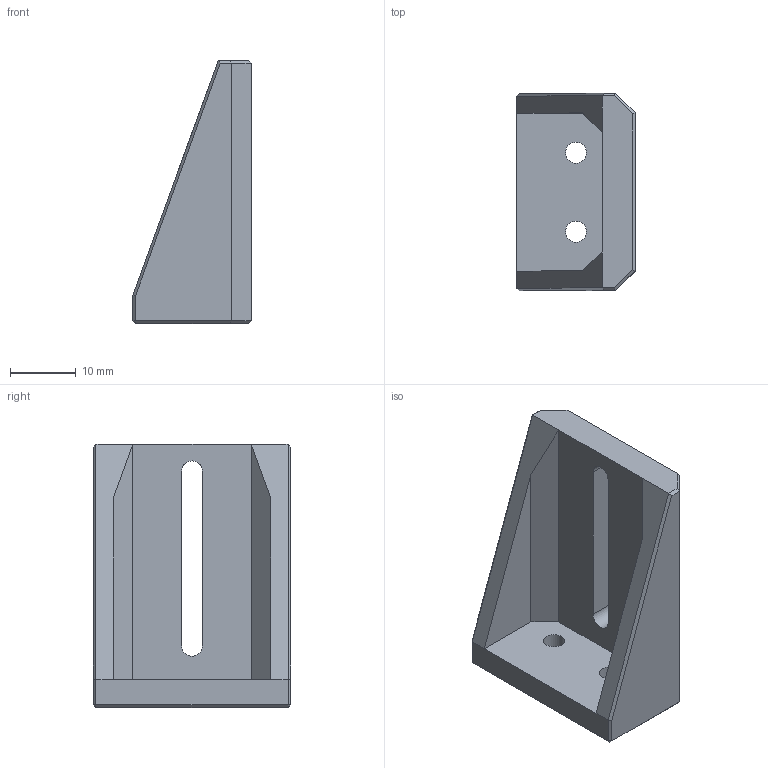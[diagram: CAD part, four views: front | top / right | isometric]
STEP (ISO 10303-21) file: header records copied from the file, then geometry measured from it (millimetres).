
FILE_DESCRIPTION (( 'STEP AP214' ), '1' );
FILE_NAME ('beefy_depressor_mount.STEP', '2024-02-14T14:39:13', ( '' ), ( '' ), 'SwSTEP 2.0', 'SolidWorks 2024', '' );
FILE_SCHEMA (( 'AUTOMOTIVE_DESIGN' ));
Length unit declared in the file: millimetre
Products named in the file (1): beefy_depressor_mount
Bounding box: 18 x 30 x 40 mm (x, y, z)
Volume: 8371.1 mm3; surface area: 4816.2 mm2
Topology: 1 solids, 1 shells, 197 faces, 564 edges, 369 vertices
Faces by surface type: plane 191, cylinder 4, cone 2
Full cylindrical faces by diameter (mm): 3.2 x2
Entity records: 6300 total; most frequent: CARTESIAN_POINT 1142, ORIENTED_EDGE 1120, DIRECTION 967, EDGE_CURVE 560, LINE 539, VECTOR 539, VERTEX_POINT 367, AXIS2_PLACEMENT_3D 214
